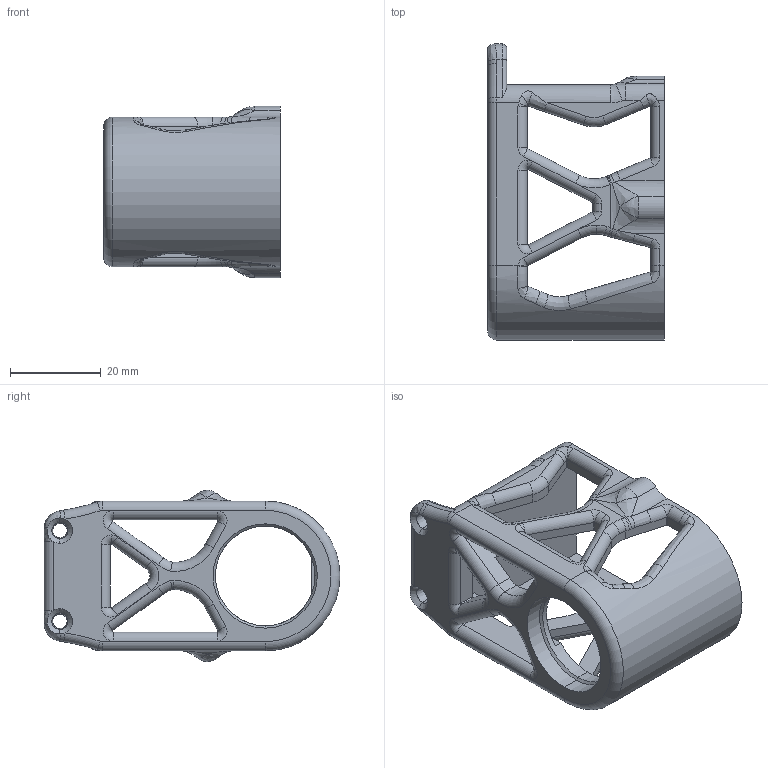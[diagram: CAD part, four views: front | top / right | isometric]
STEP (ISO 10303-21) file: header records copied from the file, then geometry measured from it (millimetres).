
FILE_DESCRIPTION (( 'STEP AP214' ), '1' );
FILE_NAME ('SAM_case3.STEP', '2025-01-01T01:45:39', ( '' ), ( '' ), 'SwSTEP 2.0', 'SolidWorks 2023', '' );
FILE_SCHEMA (( 'AUTOMOTIVE_DESIGN' ));
Length unit declared in the file: millimetre
Products named in the file (1): SAM_case3
Bounding box: 39 x 65.3 x 37.79 mm (x, y, z)
Volume: 21239.8 mm3; surface area: 13323.5 mm2
Topology: 1 solids, 1 shells, 356 faces, 891 edges, 526 vertices
Faces by surface type: cylinder 134, plane 75, bspline 62, torus 59, cone 26
Entity records: 13674 total; most frequent: CARTESIAN_POINT 5413, ORIENTED_EDGE 1770, DIRECTION 1750, EDGE_CURVE 885, AXIS2_PLACEMENT_3D 698, VERTEX_POINT 526, CIRCLE 403, EDGE_LOOP 375
